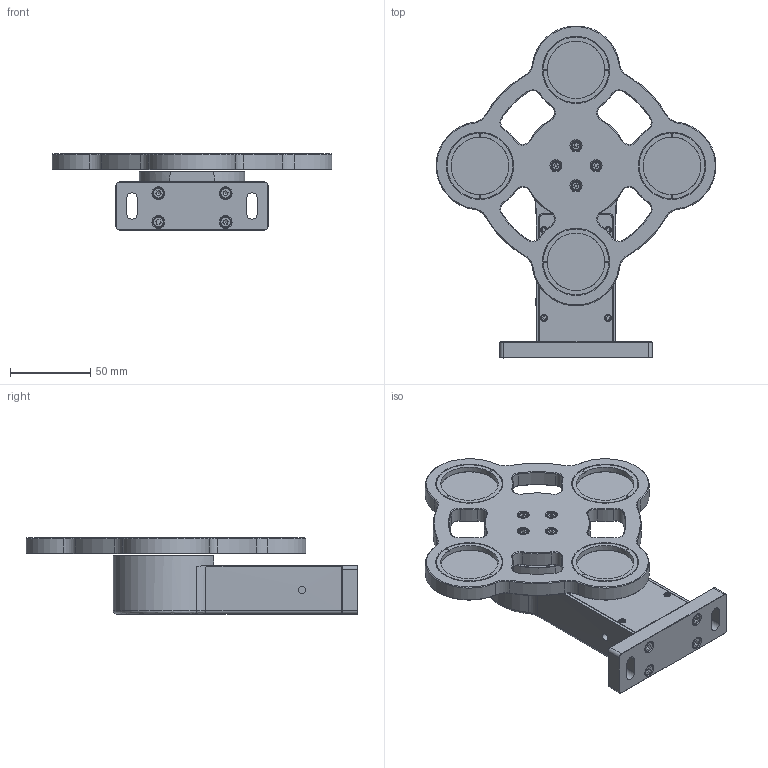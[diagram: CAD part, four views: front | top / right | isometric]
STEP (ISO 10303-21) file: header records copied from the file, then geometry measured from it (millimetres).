
FILE_DESCRIPTION (( 'STEP AP203' ), '1' );
FILE_NAME ('528355.STEP', '2024-04-10T01:48:03', ( 'Windows User' ), ( 'P R C' ), 'SwSTEP 2.0', 'SolidWorks 2020', '' );
FILE_SCHEMA (( 'CONFIG_CONTROL_DESIGN' ));
Length unit declared in the file: millimetre
Products named in the file (1): 528355
Bounding box: 174.8 x 207.4 x 47.5 mm (x, y, z)
Surface area: 74907.8 mm2 (no closed solid volume)
Topology: 0 solids, 37 shells, 433 faces, 1175 edges, 779 vertices
Faces by surface type: plane 181, cone 143, cylinder 92, torus 14, bspline 3
Full cylindrical faces by diameter (mm): 4.4 x4, 4.7 x1, 5.5 x5, 6.5 x8, 7 x2, 8 x4, 36 x7
Entity records: 17183 total; most frequent: CARTESIAN_POINT 6674, DIRECTION 2187, ORIENTED_EDGE 1929, EDGE_CURVE 1081, AXIS2_PLACEMENT_3D 803, VERTEX_POINT 751, LINE 581, VECTOR 581
